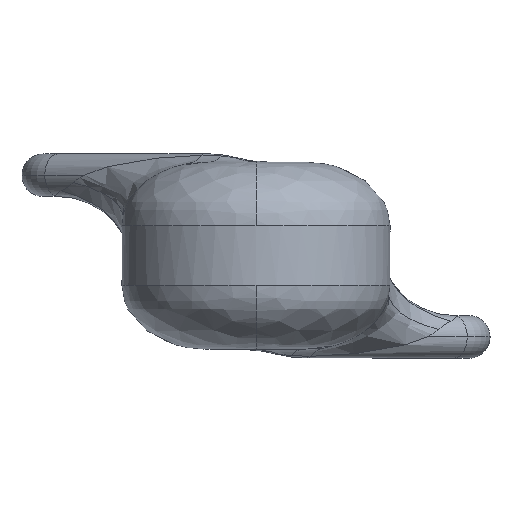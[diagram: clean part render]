
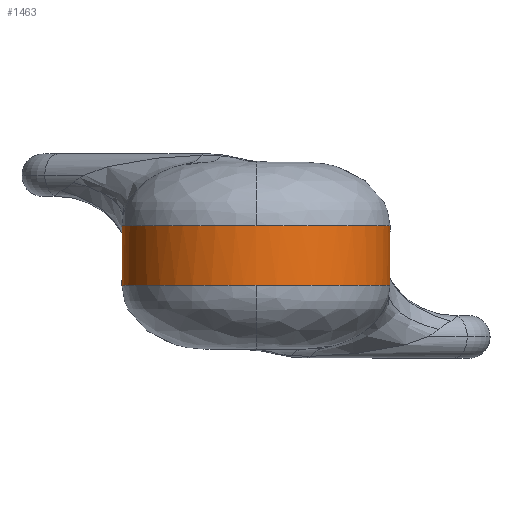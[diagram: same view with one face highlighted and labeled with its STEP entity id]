
A CAD part, top view. The second image highlights one B-rep face of the part: STEP entity #1463.
In plain terms, the highlighted cylindrical face has radius 3.15 mm (diameter 6.3 mm), a partial arc.
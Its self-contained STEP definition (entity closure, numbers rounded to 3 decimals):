
#1099 = EDGE_CURVE('',#1100,#1102,#1104,.T.);
#1100 = VERTEX_POINT('',#1101);
#1101 = CARTESIAN_POINT('',(0.,0.7,
    9.3));
#1102 = VERTEX_POINT('',#1103);
#1103 = CARTESIAN_POINT('',(-3.124,0.7,5.75
    ));
#1104 = B_SPLINE_CURVE_WITH_KNOTS('',3,(#1105,#1106,#1107,#1108,#1109,
    #1110,#1111,#1112,#1113,#1114),.UNSPECIFIED.,.F.,.F.,(4,2,2,2,4),(
    0.5,0.568,0.635,0.703,0.77),
  .UNSPECIFIED.);
#1105 = CARTESIAN_POINT('',(0.,0.7,
    9.3));
#1106 = CARTESIAN_POINT('',(-0.446,0.7,
    9.3));
#1107 = CARTESIAN_POINT('',(-0.891,0.7,
    9.204));
#1108 = CARTESIAN_POINT('',(-1.704,0.7,
    8.837));
#1109 = CARTESIAN_POINT('',(-2.07,0.7,
    8.566));
#1110 = CARTESIAN_POINT('',(-2.659,0.7,
    7.897));
#1111 = CARTESIAN_POINT('',(-2.881,0.7,
    7.499));
#1112 = CARTESIAN_POINT('',(-3.142,0.7,
    6.646));
#1113 = CARTESIAN_POINT('',(-3.181,0.7,
    6.192));
#1114 = CARTESIAN_POINT('',(-3.124,0.7,5.75
    ));
#1270 = EDGE_CURVE('',#1271,#1100,#1273,.T.);
#1271 = VERTEX_POINT('',#1272);
#1272 = CARTESIAN_POINT('',(3.008,0.7,5.215)
  );
#1273 = B_SPLINE_CURVE_WITH_KNOTS('',3,(#1274,#1275,#1276,#1277,#1278,
    #1279,#1280,#1281,#1282,#1283),.UNSPECIFIED.,.F.,.F.,(4,2,2,2,4),(
    0.202,0.277,0.351,0.426,0.5),
  .UNSPECIFIED.);
#1274 = CARTESIAN_POINT('',(3.008,0.7,5.215)
  );
#1275 = CARTESIAN_POINT('',(3.154,0.7,5.685
    ));
#1276 = CARTESIAN_POINT('',(3.188,0.7,6.188
    ));
#1277 = CARTESIAN_POINT('',(3.025,0.7,7.157
    ));
#1278 = CARTESIAN_POINT('',(2.828,0.7,7.622
    ));
#1279 = CARTESIAN_POINT('',(2.245,0.7,8.414
    ));
#1280 = CARTESIAN_POINT('',(1.86,0.7,8.74
    ));
#1281 = CARTESIAN_POINT('',(0.982,0.7,9.183
    ));
#1282 = CARTESIAN_POINT('',(0.491,0.7,9.3
    ));
#1283 = CARTESIAN_POINT('',(0.,0.7,
    9.3));
#1463 = ADVANCED_FACE('',(#1464),#1518,.T.);
#1464 = FACE_BOUND('',#1465,.T.);
#1465 = EDGE_LOOP('',(#1466,#1467,#1468,#1479,#1494,#1509));
#1466 = ORIENTED_EDGE('',*,*,#1270,.T.);
#1467 = ORIENTED_EDGE('',*,*,#1099,.T.);
#1468 = ORIENTED_EDGE('',*,*,#1469,.T.);
#1469 = EDGE_CURVE('',#1102,#1470,#1472,.T.);
#1470 = VERTEX_POINT('',#1471);
#1471 = CARTESIAN_POINT('',(-3.008,-0.7,
    5.215));
#1472 = B_SPLINE_CURVE_WITH_KNOTS('',3,(#1473,#1474,#1475,#1476,#1477,
    #1478),.UNSPECIFIED.,.F.,.F.,(4,2,4),(0.,0.001,
    0.002),.UNSPECIFIED.);
#1473 = CARTESIAN_POINT('',(-3.124,0.7,5.75
    ));
#1474 = CARTESIAN_POINT('',(-3.118,0.454,
    5.696));
#1475 = CARTESIAN_POINT('',(-3.107,0.213,5.625
    ));
#1476 = CARTESIAN_POINT('',(-3.072,-0.257,
    5.448));
#1477 = CARTESIAN_POINT('',(-3.047,-0.487,
    5.341));
#1478 = CARTESIAN_POINT('',(-3.008,-0.7,
    5.215));
#1479 = ORIENTED_EDGE('',*,*,#1480,.T.);
#1480 = EDGE_CURVE('',#1470,#1481,#1483,.T.);
#1481 = VERTEX_POINT('',#1482);
#1482 = CARTESIAN_POINT('',(0.,-0.7,
    9.3));
#1483 = B_SPLINE_CURVE_WITH_KNOTS('',3,(#1484,#1485,#1486,#1487,#1488,
    #1489,#1490,#1491,#1492,#1493),.UNSPECIFIED.,.F.,.F.,(4,2,2,2,4),(
    0.202,0.277,0.351,0.426,0.5),
  .UNSPECIFIED.);
#1484 = CARTESIAN_POINT('',(-3.008,-0.7,
    5.215));
#1485 = CARTESIAN_POINT('',(-3.154,-0.7,
    5.685));
#1486 = CARTESIAN_POINT('',(-3.188,-0.7,
    6.188));
#1487 = CARTESIAN_POINT('',(-3.025,-0.7,
    7.157));
#1488 = CARTESIAN_POINT('',(-2.828,-0.7,
    7.622));
#1489 = CARTESIAN_POINT('',(-2.245,-0.7,
    8.414));
#1490 = CARTESIAN_POINT('',(-1.86,-0.7,
    8.74));
#1491 = CARTESIAN_POINT('',(-0.982,-0.7,
    9.183));
#1492 = CARTESIAN_POINT('',(-0.491,-0.7,
    9.3));
#1493 = CARTESIAN_POINT('',(0.,-0.7,
    9.3));
#1494 = ORIENTED_EDGE('',*,*,#1495,.T.);
#1495 = EDGE_CURVE('',#1481,#1496,#1498,.T.);
#1496 = VERTEX_POINT('',#1497);
#1497 = CARTESIAN_POINT('',(3.124,-0.7,5.75
    ));
#1498 = B_SPLINE_CURVE_WITH_KNOTS('',3,(#1499,#1500,#1501,#1502,#1503,
    #1504,#1505,#1506,#1507,#1508),.UNSPECIFIED.,.F.,.F.,(4,2,2,2,4),(
    0.5,0.568,0.635,0.703,0.77),
  .UNSPECIFIED.);
#1499 = CARTESIAN_POINT('',(0.,-0.7,
    9.3));
#1500 = CARTESIAN_POINT('',(0.446,-0.7,
    9.3));
#1501 = CARTESIAN_POINT('',(0.891,-0.7,
    9.204));
#1502 = CARTESIAN_POINT('',(1.704,-0.7,
    8.837));
#1503 = CARTESIAN_POINT('',(2.07,-0.7,
    8.566));
#1504 = CARTESIAN_POINT('',(2.659,-0.7,
    7.897));
#1505 = CARTESIAN_POINT('',(2.881,-0.7,
    7.499));
#1506 = CARTESIAN_POINT('',(3.142,-0.7,
    6.646));
#1507 = CARTESIAN_POINT('',(3.181,-0.7,
    6.192));
#1508 = CARTESIAN_POINT('',(3.124,-0.7,5.75
    ));
#1509 = ORIENTED_EDGE('',*,*,#1510,.T.);
#1510 = EDGE_CURVE('',#1496,#1271,#1511,.T.);
#1511 = B_SPLINE_CURVE_WITH_KNOTS('',3,(#1512,#1513,#1514,#1515,#1516,
    #1517),.UNSPECIFIED.,.F.,.F.,(4,2,4),(0.,0.001,
    0.002),.UNSPECIFIED.);
#1512 = CARTESIAN_POINT('',(3.124,-0.7,5.75
    ));
#1513 = CARTESIAN_POINT('',(3.118,-0.453,
    5.696));
#1514 = CARTESIAN_POINT('',(3.107,-0.212,5.625
    ));
#1515 = CARTESIAN_POINT('',(3.072,0.257,5.448
    ));
#1516 = CARTESIAN_POINT('',(3.047,0.487,5.341)
  );
#1517 = CARTESIAN_POINT('',(3.008,0.7,5.215)
  );
#1518 = CYLINDRICAL_SURFACE('',#1519,3.15);
#1519 = AXIS2_PLACEMENT_3D('',#1520,#1521,#1522);
#1520 = CARTESIAN_POINT('',(0.,6.4,6.15));
#1521 = DIRECTION('',(-0.,-1.,-0.));
#1522 = DIRECTION('',(0.,0.,-1.));
